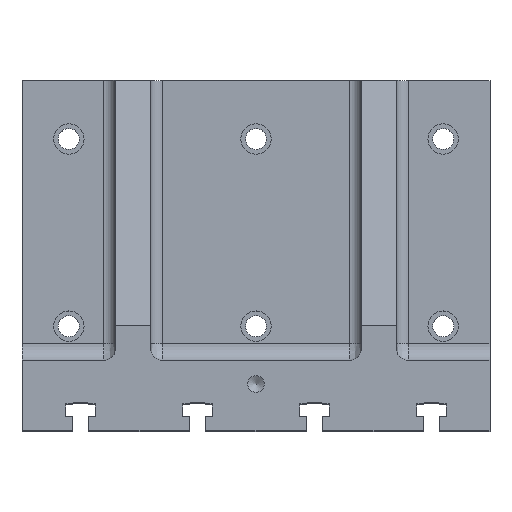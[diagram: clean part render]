
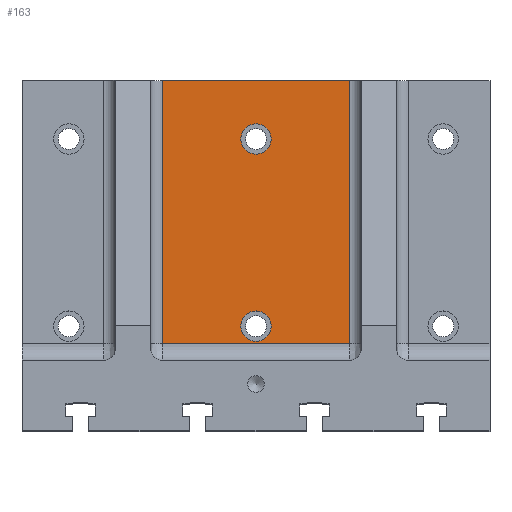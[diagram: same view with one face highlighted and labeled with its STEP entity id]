
A CAD part, top view. The second image highlights one B-rep face of the part: STEP entity #163.
In plain terms, the highlighted planar face has unit normal (0, 0, 1).
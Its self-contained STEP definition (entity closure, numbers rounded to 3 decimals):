
#163 = ADVANCED_FACE( '', ( #653, #654, #655 ), #656, .F. );
#653 = FACE_BOUND( '', #1493, .T. );
#654 = FACE_BOUND( '', #1494, .T. );
#655 = FACE_OUTER_BOUND( '', #1495, .T. );
#656 = PLANE( '', #1496 );
#1493 = EDGE_LOOP( '', ( #3227 ) );
#1494 = EDGE_LOOP( '', ( #3228 ) );
#1495 = EDGE_LOOP( '', ( #3229, #3230, #3231, #3232 ) );
#1496 = AXIS2_PLACEMENT_3D( '', #3233, #3234, #3235 );
#3227 = ORIENTED_EDGE( '', *, *, #5901, .T. );
#3228 = ORIENTED_EDGE( '', *, *, #5902, .T. );
#3229 = ORIENTED_EDGE( '', *, *, #5903, .T. );
#3230 = ORIENTED_EDGE( '', *, *, #5340, .T. );
#3231 = ORIENTED_EDGE( '', *, *, #5892, .T. );
#3232 = ORIENTED_EDGE( '', *, *, #5904, .T. );
#3233 = CARTESIAN_POINT( '', ( 200., 300., 30. ) );
#3234 = DIRECTION( '', ( 0., 0., -1. ) );
#3235 = DIRECTION( '', ( 0., 1., 0. ) );
#5340 = EDGE_CURVE( '', #6338, #6335, #6339, .F. );
#5892 = EDGE_CURVE( '', #6335, #7334, #7336, .T. );
#5901 = EDGE_CURVE( '', #7351, #7351, #7352, .T. );
#5902 = EDGE_CURVE( '', #7353, #7353, #7354, .T. );
#5903 = EDGE_CURVE( '', #7355, #6338, #7356, .F. );
#5904 = EDGE_CURVE( '', #7334, #7355, #7357, .F. );
#6335 = VERTEX_POINT( '', #8002 );
#6338 = VERTEX_POINT( '', #8005 );
#6339 = LINE( '', #8006, #8007 );
#7334 = VERTEX_POINT( '', #9537 );
#7336 = LINE( '', #9539, #9540 );
#7351 = VERTEX_POINT( '', #9561 );
#7352 = CIRCLE( '', #9562, 13. );
#7353 = VERTEX_POINT( '', #9563 );
#7354 = CIRCLE( '', #9564, 13. );
#7355 = VERTEX_POINT( '', #9565 );
#7356 = LINE( '', #9566, #9567 );
#7357 = LINE( '', #9568, #9569 );
#8002 = CARTESIAN_POINT( '', ( 80., 300., 30. ) );
#8005 = CARTESIAN_POINT( '', ( 80., 75., 30. ) );
#8006 = CARTESIAN_POINT( '', ( 80., 300., 30. ) );
#8007 = VECTOR( '', #10583, 1000. );
#9537 = CARTESIAN_POINT( '', ( -80., 300., 30. ) );
#9539 = CARTESIAN_POINT( '', ( 200., 300., 30. ) );
#9540 = VECTOR( '', #11167, 1000. );
#9561 = CARTESIAN_POINT( '', ( 0., 77., 30. ) );
#9562 = AXIS2_PLACEMENT_3D( '', #11180, #11181, #11182 );
#9563 = CARTESIAN_POINT( '', ( 0., 237., 30. ) );
#9564 = AXIS2_PLACEMENT_3D( '', #11183, #11184, #11185 );
#9565 = CARTESIAN_POINT( '', ( -80., 75., 30. ) );
#9566 = CARTESIAN_POINT( '', ( 200., 75., 30. ) );
#9567 = VECTOR( '', #11186, 1000. );
#9568 = CARTESIAN_POINT( '', ( -80., 75., 30. ) );
#9569 = VECTOR( '', #11187, 1000. );
#10583 = DIRECTION( '', ( 0., -1., 0. ) );
#11167 = DIRECTION( '', ( -1., 0., 0. ) );
#11180 = CARTESIAN_POINT( '', ( 0., 90., 30. ) );
#11181 = DIRECTION( '', ( 0., 0., -1. ) );
#11182 = DIRECTION( '', ( 0., -1., 0. ) );
#11183 = CARTESIAN_POINT( '', ( 0., 250., 30. ) );
#11184 = DIRECTION( '', ( 0., 0., -1. ) );
#11185 = DIRECTION( '', ( 0., -1., 0. ) );
#11186 = DIRECTION( '', ( -1., 0., 0. ) );
#11187 = DIRECTION( '', ( 0., 1., 0. ) );
